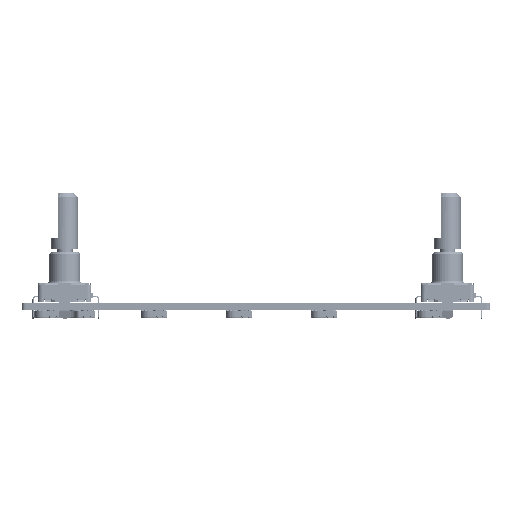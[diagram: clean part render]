
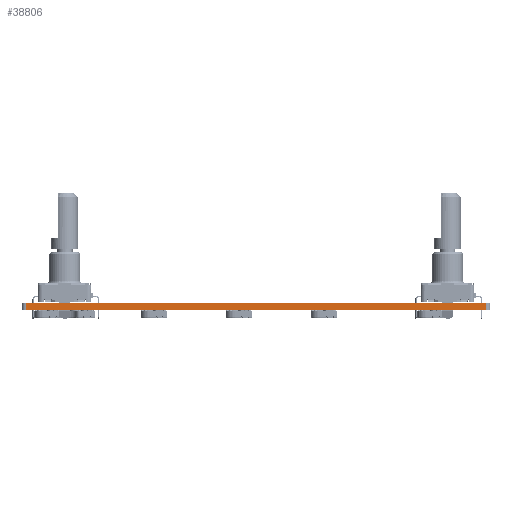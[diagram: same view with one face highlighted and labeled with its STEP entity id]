
A CAD part, left-side view. The second image highlights one B-rep face of the part: STEP entity #38806.
In plain terms, the highlighted planar face has unit normal (-1, 0, 0).
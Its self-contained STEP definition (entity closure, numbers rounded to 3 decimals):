
#30941 = VERTEX_POINT('',#30942);
#30942 = CARTESIAN_POINT('',(31.75,-24.606,0.));
#30949 = EDGE_CURVE('',#30950,#30941,#30952,.T.);
#30950 = VERTEX_POINT('',#30951);
#30951 = CARTESIAN_POINT('',(31.75,-127.794,0.));
#30952 = LINE('',#30953,#30954);
#30953 = CARTESIAN_POINT('',(31.75,-127.794,0.));
#30954 = VECTOR('',#30955,1.);
#30955 = DIRECTION('',(0.,1.,0.));
#34860 = VERTEX_POINT('',#34861);
#34861 = CARTESIAN_POINT('',(31.75,-24.606,1.6));
#34868 = EDGE_CURVE('',#34869,#34860,#34871,.T.);
#34869 = VERTEX_POINT('',#34870);
#34870 = CARTESIAN_POINT('',(31.75,-127.794,1.6));
#34871 = LINE('',#34872,#34873);
#34872 = CARTESIAN_POINT('',(31.75,-127.794,1.6));
#34873 = VECTOR('',#34874,1.);
#34874 = DIRECTION('',(0.,1.,0.));
#38776 = EDGE_CURVE('',#30941,#34860,#38777,.T.);
#38777 = LINE('',#38778,#38779);
#38778 = CARTESIAN_POINT('',(31.75,-24.606,0.));
#38779 = VECTOR('',#38780,1.);
#38780 = DIRECTION('',(0.,0.,1.));
#38806 = ADVANCED_FACE('',(#38807),#38818,.T.);
#38807 = FACE_BOUND('',#38808,.T.);
#38808 = EDGE_LOOP('',(#38809,#38815,#38816,#38817));
#38809 = ORIENTED_EDGE('',*,*,#38810,.T.);
#38810 = EDGE_CURVE('',#30950,#34869,#38811,.T.);
#38811 = LINE('',#38812,#38813);
#38812 = CARTESIAN_POINT('',(31.75,-127.794,0.));
#38813 = VECTOR('',#38814,1.);
#38814 = DIRECTION('',(0.,0.,1.));
#38815 = ORIENTED_EDGE('',*,*,#34868,.T.);
#38816 = ORIENTED_EDGE('',*,*,#38776,.F.);
#38817 = ORIENTED_EDGE('',*,*,#30949,.F.);
#38818 = PLANE('',#38819);
#38819 = AXIS2_PLACEMENT_3D('',#38820,#38821,#38822);
#38820 = CARTESIAN_POINT('',(31.75,-127.794,0.));
#38821 = DIRECTION('',(-1.,0.,0.));
#38822 = DIRECTION('',(0.,1.,0.));
